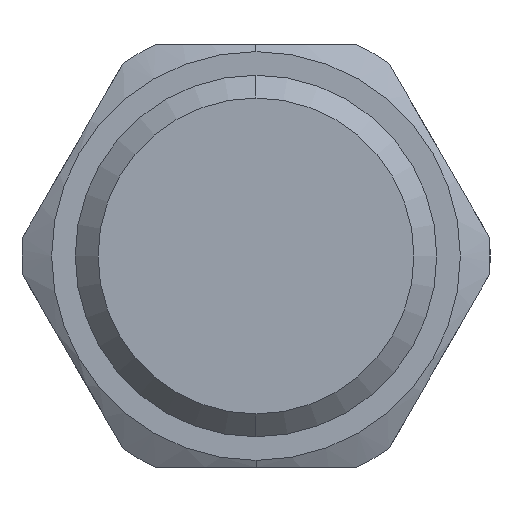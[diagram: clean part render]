
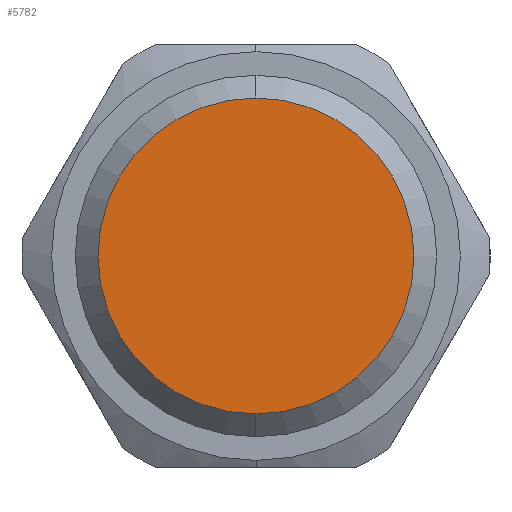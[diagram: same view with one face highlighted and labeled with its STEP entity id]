
A CAD part, left-side view. The second image highlights one B-rep face of the part: STEP entity #5782.
In plain terms, the highlighted planar face has unit normal (-1, 0, 0).
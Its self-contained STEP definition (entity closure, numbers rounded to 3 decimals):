
#128 = CARTESIAN_POINT ( 'NONE',  ( 0., 0., 8.3 ) ) ;
#133 = AXIS2_PLACEMENT_3D ( 'NONE', #6696, #7562, #2755 ) ;
#733 = FACE_OUTER_BOUND ( 'NONE', #7989, .T. ) ;
#876 = CARTESIAN_POINT ( 'NONE',  ( 0., 0., 0. ) ) ;
#2077 = CARTESIAN_POINT ( 'NONE',  ( 0., 0., 0. ) ) ;
#2755 = DIRECTION ( 'NONE',  ( 0., 0., -1. ) ) ;
#3050 = CIRCLE ( 'NONE', #133, 8.3 ) ;
#3931 = AXIS2_PLACEMENT_3D ( 'NONE', #2077, #8489, #8849 ) ;
#4214 = DIRECTION ( 'NONE',  ( -1., 0., 0. ) ) ;
#4776 = ORIENTED_EDGE ( 'NONE', *, *, #9536, .T. ) ;
#4865 = CIRCLE ( 'NONE', #6713, 8.3 ) ;
#4974 = ORIENTED_EDGE ( 'NONE', *, *, #5351, .T. ) ;
#5351 = EDGE_CURVE ( 'NONE', #8639, #6317, #4865, .T. ) ;
#5469 = CARTESIAN_POINT ( 'NONE',  ( 0., 0., -8.3 ) ) ;
#5782 = ADVANCED_FACE ( 'NONE', ( #733 ), #6048, .F. ) ;
#6048 = PLANE ( 'NONE',  #3931 ) ;
#6317 = VERTEX_POINT ( 'NONE', #5469 ) ;
#6696 = CARTESIAN_POINT ( 'NONE',  ( 0., 0., 0. ) ) ;
#6713 = AXIS2_PLACEMENT_3D ( 'NONE', #876, #4214, #9066 ) ;
#7562 = DIRECTION ( 'NONE',  ( -1., 0., 0. ) ) ;
#7989 = EDGE_LOOP ( 'NONE', ( #4776, #4974 ) ) ;
#8489 = DIRECTION ( 'NONE',  ( 1., 0., 0. ) ) ;
#8639 = VERTEX_POINT ( 'NONE', #128 ) ;
#8849 = DIRECTION ( 'NONE',  ( 0., 0., -1. ) ) ;
#9066 = DIRECTION ( 'NONE',  ( 0., 0., -1. ) ) ;
#9536 = EDGE_CURVE ( 'NONE', #6317, #8639, #3050, .T. ) ;
